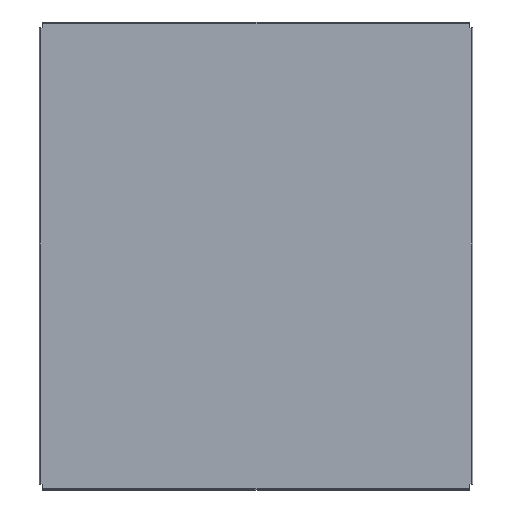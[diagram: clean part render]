
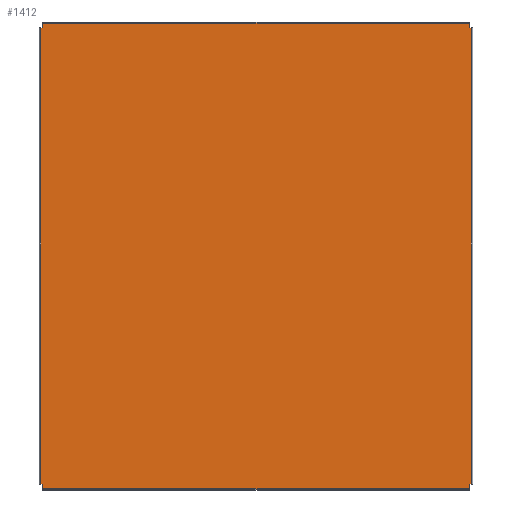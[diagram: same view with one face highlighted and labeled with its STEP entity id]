
A CAD part, top view. The second image highlights one B-rep face of the part: STEP entity #1412.
In plain terms, the highlighted planar face has unit normal (0, 0, 1).
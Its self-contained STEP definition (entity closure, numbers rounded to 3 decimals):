
#671 = DIRECTION ( 'NONE',  ( 1., 0., 0. ) ) ;
#673 = CARTESIAN_POINT ( 'NONE',  ( -447., 472.5, 2. ) ) ;
#674 = DIRECTION ( 'NONE',  ( 0., -1., 0. ) ) ;
#675 = CARTESIAN_POINT ( 'NONE',  ( -446., 472.5, 2. ) ) ;
#676 = DIRECTION ( 'NONE',  ( 1., 0., 0. ) ) ;
#680 = CARTESIAN_POINT ( 'NONE',  ( -447., -472.5, 2. ) ) ;
#681 = DIRECTION ( 'NONE',  ( 0., -1., 0. ) ) ;
#683 = CARTESIAN_POINT ( 'NONE',  ( -442., 482.5, 2. ) ) ;
#684 = DIRECTION ( 'NONE',  ( -1., 0., 0. ) ) ;
#687 = CARTESIAN_POINT ( 'NONE',  ( 442., -481.5, 2. ) ) ;
#688 = DIRECTION ( 'NONE',  ( 0., 1., 0. ) ) ;
#689 = CARTESIAN_POINT ( 'NONE',  ( 442., 482.5, 2. ) ) ;
#691 = DIRECTION ( 'NONE',  ( -1., 0., 0. ) ) ;
#693 = CARTESIAN_POINT ( 'NONE',  ( 447., -472.5, 2. ) ) ;
#696 = DIRECTION ( 'NONE',  ( 0., 1., 0. ) ) ;
#700 = CARTESIAN_POINT ( 'NONE',  ( 446., -472.5, 2. ) ) ;
#701 = DIRECTION ( 'NONE',  ( -1., 0., 0. ) ) ;
#703 = CARTESIAN_POINT ( 'NONE',  ( 447., 472.5, 2. ) ) ;
#704 = DIRECTION ( 'NONE',  ( 0., 1., 0. ) ) ;
#707 = CARTESIAN_POINT ( 'NONE',  ( 442., 482.5, 2. ) ) ;
#709 = DIRECTION ( 'NONE',  ( 1., 0., 0. ) ) ;
#714 = DIRECTION ( 'NONE',  ( 0., -1., 0. ) ) ;
#716 = CARTESIAN_POINT ( 'NONE',  ( -442., 482.5, 2. ) ) ;
#755 = CARTESIAN_POINT ( 'NONE',  ( -442., 481.5, 2. ) ) ;
#1010 = EDGE_CURVE ( 'NONE', #1666, #1676, #2053, .T. ) ;
#1011 = EDGE_CURVE ( 'NONE', #1666, #1663, #2043, .T. ) ;
#1012 = EDGE_CURVE ( 'NONE', #1664, #1663, #2057, .T. ) ;
#1013 = EDGE_CURVE ( 'NONE', #1665, #1664, #2059, .T. ) ;
#1014 = EDGE_CURVE ( 'NONE', #1672, #1665, #2061, .T. ) ;
#1015 = EDGE_CURVE ( 'NONE', #1672, #1667, #2063, .T. ) ;
#1016 = EDGE_CURVE ( 'NONE', #1673, #1667, #2065, .T. ) ;
#1017 = EDGE_CURVE ( 'NONE', #1673, #1669, #2067, .T. ) ;
#1018 = EDGE_CURVE ( 'NONE', #1670, #1669, #2069, .T. ) ;
#1019 = EDGE_CURVE ( 'NONE', #1671, #1670, #2071, .T. ) ;
#1020 = EDGE_CURVE ( 'NONE', #1677, #1671, #2073, .T. ) ;
#1021 = EDGE_CURVE ( 'NONE', #1677, #1676, #2075, .T. ) ;
#1290 = AXIS2_PLACEMENT_3D ( 'NONE', #3253, #3232, #3228 ) ;
#1412 = ADVANCED_FACE ( 'NONE', ( #2341 ), #3242, .T. ) ;
#1663 = VERTEX_POINT ( 'NONE', #3090 ) ;
#1664 = VERTEX_POINT ( 'NONE', #3089 ) ;
#1665 = VERTEX_POINT ( 'NONE', #3088 ) ;
#1666 = VERTEX_POINT ( 'NONE', #3087 ) ;
#1667 = VERTEX_POINT ( 'NONE', #3086 ) ;
#1669 = VERTEX_POINT ( 'NONE', #3084 ) ;
#1670 = VERTEX_POINT ( 'NONE', #3083 ) ;
#1671 = VERTEX_POINT ( 'NONE', #3082 ) ;
#1672 = VERTEX_POINT ( 'NONE', #3081 ) ;
#1673 = VERTEX_POINT ( 'NONE', #3080 ) ;
#1676 = VERTEX_POINT ( 'NONE', #3077 ) ;
#1677 = VERTEX_POINT ( 'NONE', #3076 ) ;
#1765 = EDGE_LOOP ( 'NONE', ( #2674, #2712, #2750, #2789, #2485, #2523, #2924, #2925, #2946, #2828, #2561, #2599 ) ) ;
#2043 = LINE ( 'NONE', #755, #2058 ) ;
#2053 = LINE ( 'NONE', #716, #2056 ) ;
#2056 = VECTOR ( 'NONE', #714, 1000. ) ;
#2057 = LINE ( 'NONE', #707, #2060 ) ;
#2058 = VECTOR ( 'NONE', #709, 1000. ) ;
#2059 = LINE ( 'NONE', #703, #2062 ) ;
#2060 = VECTOR ( 'NONE', #704, 1000. ) ;
#2061 = LINE ( 'NONE', #700, #2064 ) ;
#2062 = VECTOR ( 'NONE', #701, 1000. ) ;
#2063 = LINE ( 'NONE', #693, #2066 ) ;
#2064 = VECTOR ( 'NONE', #696, 1000. ) ;
#2065 = LINE ( 'NONE', #689, #2068 ) ;
#2066 = VECTOR ( 'NONE', #691, 1000. ) ;
#2067 = LINE ( 'NONE', #687, #2070 ) ;
#2068 = VECTOR ( 'NONE', #688, 1000. ) ;
#2069 = LINE ( 'NONE', #683, #2072 ) ;
#2070 = VECTOR ( 'NONE', #684, 1000. ) ;
#2071 = LINE ( 'NONE', #680, #2074 ) ;
#2072 = VECTOR ( 'NONE', #681, 1000. ) ;
#2073 = LINE ( 'NONE', #675, #2076 ) ;
#2074 = VECTOR ( 'NONE', #676, 1000. ) ;
#2075 = LINE ( 'NONE', #673, #2078 ) ;
#2076 = VECTOR ( 'NONE', #674, 1000. ) ;
#2078 = VECTOR ( 'NONE', #671, 1000. ) ;
#2341 = FACE_OUTER_BOUND ( 'NONE', #1765, .T. ) ;
#2485 = ORIENTED_EDGE ( 'NONE', *, *, #1017, .F. ) ;
#2523 = ORIENTED_EDGE ( 'NONE', *, *, #1016, .T. ) ;
#2561 = ORIENTED_EDGE ( 'NONE', *, *, #1011, .F. ) ;
#2599 = ORIENTED_EDGE ( 'NONE', *, *, #1010, .T. ) ;
#2674 = ORIENTED_EDGE ( 'NONE', *, *, #1021, .F. ) ;
#2712 = ORIENTED_EDGE ( 'NONE', *, *, #1020, .T. ) ;
#2750 = ORIENTED_EDGE ( 'NONE', *, *, #1019, .T. ) ;
#2789 = ORIENTED_EDGE ( 'NONE', *, *, #1018, .T. ) ;
#2828 = ORIENTED_EDGE ( 'NONE', *, *, #1012, .T. ) ;
#2924 = ORIENTED_EDGE ( 'NONE', *, *, #1015, .F. ) ;
#2925 = ORIENTED_EDGE ( 'NONE', *, *, #1014, .T. ) ;
#2946 = ORIENTED_EDGE ( 'NONE', *, *, #1013, .T. ) ;
#3076 = CARTESIAN_POINT ( 'NONE',  ( -446., 472.5, 2. ) ) ;
#3077 = CARTESIAN_POINT ( 'NONE',  ( -442., 472.5, 2. ) ) ;
#3080 = CARTESIAN_POINT ( 'NONE',  ( 442., -481.5, 2. ) ) ;
#3081 = CARTESIAN_POINT ( 'NONE',  ( 446., -472.5, 2. ) ) ;
#3082 = CARTESIAN_POINT ( 'NONE',  ( -446., -472.5, 2. ) ) ;
#3083 = CARTESIAN_POINT ( 'NONE',  ( -442., -472.5, 2. ) ) ;
#3084 = CARTESIAN_POINT ( 'NONE',  ( -442., -481.5, 2. ) ) ;
#3086 = CARTESIAN_POINT ( 'NONE',  ( 442., -472.5, 2. ) ) ;
#3087 = CARTESIAN_POINT ( 'NONE',  ( -442., 481.5, 2. ) ) ;
#3088 = CARTESIAN_POINT ( 'NONE',  ( 446., 472.5, 2. ) ) ;
#3089 = CARTESIAN_POINT ( 'NONE',  ( 442., 472.5, 2. ) ) ;
#3090 = CARTESIAN_POINT ( 'NONE',  ( 442., 481.5, 2. ) ) ;
#3228 = DIRECTION ( 'NONE',  ( 1., 0., 0. ) ) ;
#3232 = DIRECTION ( 'NONE',  ( 0., 0., 1. ) ) ;
#3242 = PLANE ( 'NONE',  #1290 ) ;
#3253 = CARTESIAN_POINT ( 'NONE',  ( -442., -482.5, 2. ) ) ;
